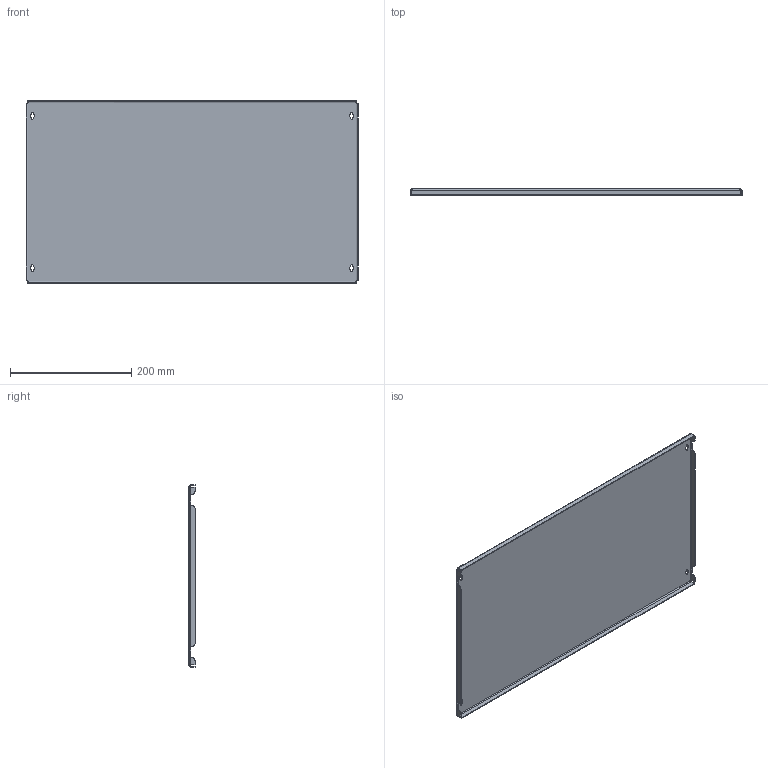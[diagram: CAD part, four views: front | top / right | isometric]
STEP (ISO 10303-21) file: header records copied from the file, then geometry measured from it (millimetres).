
FILE_DESCRIPTION (( 'STEP AP214' ), '1' );
FILE_NAME ('943.730.STEP', '2024-10-03T12:06:09', ( '' ), ( '' ), 'SwSTEP 2.0', 'SolidWorks 2021', '' );
FILE_SCHEMA (( 'AUTOMOTIVE_DESIGN' ));
Length unit declared in the file: millimetre
Products named in the file (1): 943.730
Bounding box: 547 x 10 x 300 mm (x, y, z)
Volume: 263854.9 mm3; surface area: 354672.3 mm2
Topology: 1 solids, 1 shells, 118 faces, 300 edges, 184 vertices
Faces by surface type: plane 70, cylinder 40, bspline 8
Entity records: 3886 total; most frequent: CARTESIAN_POINT 1027, ORIENTED_EDGE 600, DIRECTION 570, EDGE_CURVE 300, AXIS2_PLACEMENT_3D 191, LINE 188, VECTOR 188, VERTEX_POINT 184
